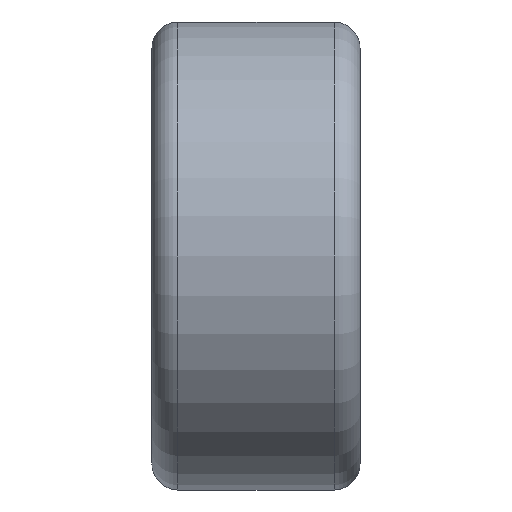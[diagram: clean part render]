
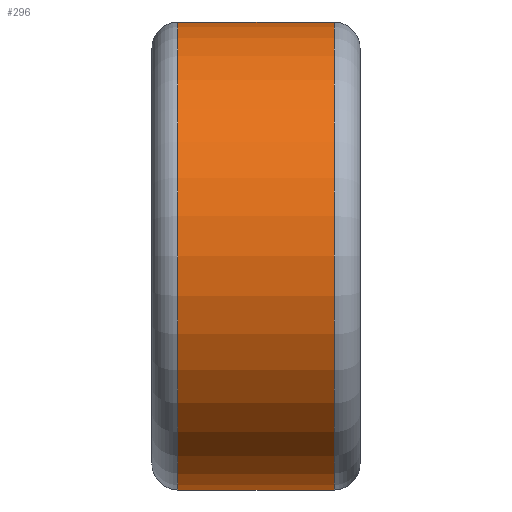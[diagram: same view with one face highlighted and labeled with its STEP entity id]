
A CAD part, left-side view. The second image highlights one B-rep face of the part: STEP entity #296.
In plain terms, the highlighted cylindrical face has radius 1.8 mm (diameter 3.6 mm), a partial arc.
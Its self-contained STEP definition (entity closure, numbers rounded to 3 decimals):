
#20 = EDGE_CURVE ( 'NONE', #392, #1059, #178, .T. ) ;
#22 = CIRCLE ( 'NONE', #438, 1.8 ) ;
#34 = DIRECTION ( 'NONE',  ( 0., 0., 1. ) ) ;
#64 = CYLINDRICAL_SURFACE ( 'NONE', #1054, 1.8 ) ;
#91 = EDGE_CURVE ( 'NONE', #1059, #958, #946, .T. ) ;
#99 = VECTOR ( 'NONE', #754, 1000. ) ;
#135 = EDGE_LOOP ( 'NONE', ( #595, #314, #654, #247 ) ) ;
#178 = LINE ( 'NONE', #199, #960 ) ;
#199 = CARTESIAN_POINT ( 'NONE',  ( 0.818, 0.8, -1.603 ) ) ;
#225 = DIRECTION ( 'NONE',  ( 0., 0., 1. ) ) ;
#240 = FACE_OUTER_BOUND ( 'NONE', #135, .T. ) ;
#247 = ORIENTED_EDGE ( 'NONE', *, *, #1019, .T. ) ;
#262 = LINE ( 'NONE', #325, #99 ) ;
#267 = DIRECTION ( 'NONE',  ( 0., 1., 0. ) ) ;
#274 = AXIS2_PLACEMENT_3D ( 'NONE', #277, #267, #34 ) ;
#277 = CARTESIAN_POINT ( 'NONE',  ( 0., -0.6, 0. ) ) ;
#296 = ADVANCED_FACE ( 'NONE', ( #240 ), #64, .T. ) ;
#313 = DIRECTION ( 'NONE',  ( 0., 0., -1. ) ) ;
#314 = ORIENTED_EDGE ( 'NONE', *, *, #91, .T. ) ;
#323 = CARTESIAN_POINT ( 'NONE',  ( 0., 0.6, 0. ) ) ;
#325 = CARTESIAN_POINT ( 'NONE',  ( 0.818, 0.8, 1.603 ) ) ;
#390 = EDGE_CURVE ( 'NONE', #793, #958, #262, .T. ) ;
#392 = VERTEX_POINT ( 'NONE', #503 ) ;
#438 = AXIS2_PLACEMENT_3D ( 'NONE', #323, #1057, #225 ) ;
#503 = CARTESIAN_POINT ( 'NONE',  ( 0.818, 0.6, -1.603 ) ) ;
#528 = DIRECTION ( 'NONE',  ( 0., -1., 0. ) ) ;
#547 = DIRECTION ( 'NONE',  ( 0., -1., 0. ) ) ;
#595 = ORIENTED_EDGE ( 'NONE', *, *, #20, .T. ) ;
#654 = ORIENTED_EDGE ( 'NONE', *, *, #390, .F. ) ;
#691 = CARTESIAN_POINT ( 'NONE',  ( 0.818, -0.6, 1.603 ) ) ;
#726 = CARTESIAN_POINT ( 'NONE',  ( 0.818, -0.6, -1.603 ) ) ;
#754 = DIRECTION ( 'NONE',  ( 0., -1., 0. ) ) ;
#793 = VERTEX_POINT ( 'NONE', #981 ) ;
#946 = CIRCLE ( 'NONE', #274, 1.8 ) ;
#958 = VERTEX_POINT ( 'NONE', #691 ) ;
#960 = VECTOR ( 'NONE', #528, 1000. ) ;
#961 = CARTESIAN_POINT ( 'NONE',  ( 0., 0.8, 0. ) ) ;
#981 = CARTESIAN_POINT ( 'NONE',  ( 0.818, 0.6, 1.603 ) ) ;
#1019 = EDGE_CURVE ( 'NONE', #793, #392, #22, .T. ) ;
#1054 = AXIS2_PLACEMENT_3D ( 'NONE', #961, #547, #313 ) ;
#1057 = DIRECTION ( 'NONE',  ( 0., -1., 0. ) ) ;
#1059 = VERTEX_POINT ( 'NONE', #726 ) ;
